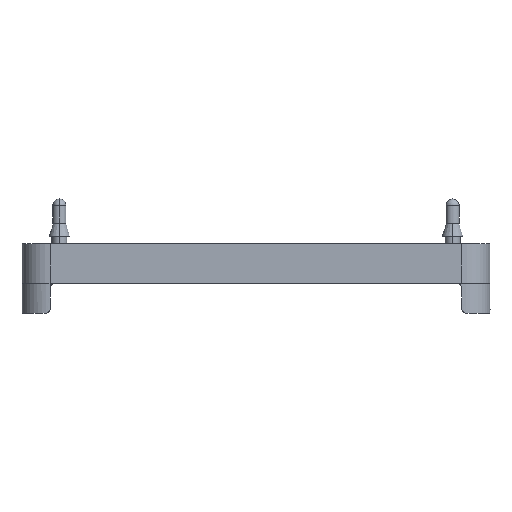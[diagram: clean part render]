
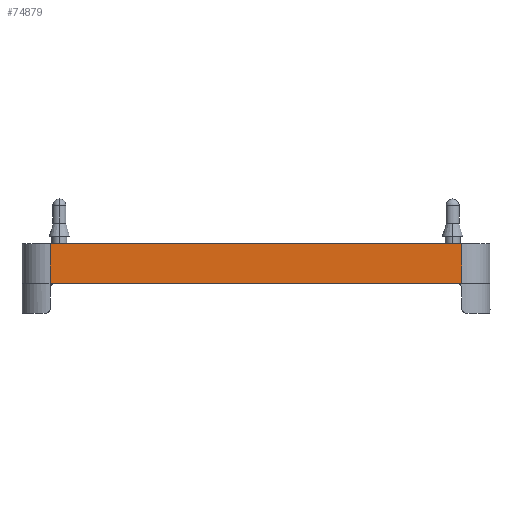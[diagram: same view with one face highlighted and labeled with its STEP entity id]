
A CAD part, left-side view. The second image highlights one B-rep face of the part: STEP entity #74879.
In plain terms, the highlighted planar face has unit normal (-1, 0, 0).
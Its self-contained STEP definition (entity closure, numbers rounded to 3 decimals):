
#1696=CARTESIAN_POINT('',(-62.5,54.961,-2.0));
#1697=VERTEX_POINT('',#1696);
#4177=CARTESIAN_POINT('',(-62.5,-54.961,-2.0));
#4178=VERTEX_POINT('',#4177);
#4186=CARTESIAN_POINT('',(-62.5,-54.961,-2.0));
#4187=DIRECTION('',(0.0,1.0,0.0));
#4188=VECTOR('',#4187,109.923);
#4189=LINE('',#4186,#4188);
#4190=EDGE_CURVE('',#4178,#1697,#4189,.T.);
#73506=CARTESIAN_POINT('',(-62.5,-55.,-2.0));
#73507=VERTEX_POINT('',#73506);
#73515=CARTESIAN_POINT('',(-62.5,-55.,-2.0));
#73516=DIRECTION('',(0.,1.0,0.0));
#73517=VECTOR('',#73516,0.039);
#73518=LINE('',#73515,#73517);
#73519=EDGE_CURVE('',#73507,#4178,#73518,.T.);
#73683=CARTESIAN_POINT('',(-62.5,55.0,-2.0));
#73684=VERTEX_POINT('',#73683);
#73702=CARTESIAN_POINT('',(-62.5,54.961,-2.0));
#73703=DIRECTION('',(0.,1.0,0.0));
#73704=VECTOR('',#73703,0.039);
#73705=LINE('',#73702,#73704);
#73706=EDGE_CURVE('',#1697,#73684,#73705,.T.);
#74847=CARTESIAN_POINT('',(-62.5,-55.,-2.0));
#74848=DIRECTION('',(-1.0,0.0,0.0));
#74849=DIRECTION('',(0.0,0.0,1.0));
#74850=AXIS2_PLACEMENT_3D('',#74847,#74848,#74849);
#74851=PLANE('',#74850);
#74852=CARTESIAN_POINT('',(-62.5,-55.,8.5));
#74853=VERTEX_POINT('',#74852);
#74854=CARTESIAN_POINT('',(-62.5,-55.,-2.0));
#74855=DIRECTION('',(0.0,0.0,1.0));
#74856=VECTOR('',#74855,10.5);
#74857=LINE('',#74854,#74856);
#74858=EDGE_CURVE('',#73507,#74853,#74857,.T.);
#74859=ORIENTED_EDGE('',*,*,#74858,.T.);
#74860=CARTESIAN_POINT('',(-62.5,55.0,8.5));
#74861=VERTEX_POINT('',#74860);
#74862=CARTESIAN_POINT('',(-62.5,-55.,8.5));
#74863=DIRECTION('',(0.0,1.0,0.0));
#74864=VECTOR('',#74863,110.);
#74865=LINE('',#74862,#74864);
#74866=EDGE_CURVE('',#74853,#74861,#74865,.T.);
#74867=ORIENTED_EDGE('',*,*,#74866,.T.);
#74868=CARTESIAN_POINT('',(-62.5,55.0,-2.0));
#74869=DIRECTION('',(0.0,0.0,1.0));
#74870=VECTOR('',#74869,10.5);
#74871=LINE('',#74868,#74870);
#74872=EDGE_CURVE('',#73684,#74861,#74871,.T.);
#74873=ORIENTED_EDGE('',*,*,#74872,.F.);
#74874=ORIENTED_EDGE('',*,*,#73706,.F.);
#74875=ORIENTED_EDGE('',*,*,#4190,.F.);
#74876=ORIENTED_EDGE('',*,*,#73519,.F.);
#74877=EDGE_LOOP('',(#74859,#74867,#74873,#74874,#74875,#74876));
#74878=FACE_OUTER_BOUND('',#74877,.T.);
#74879=ADVANCED_FACE('',(#74878),#74851,.T.);
